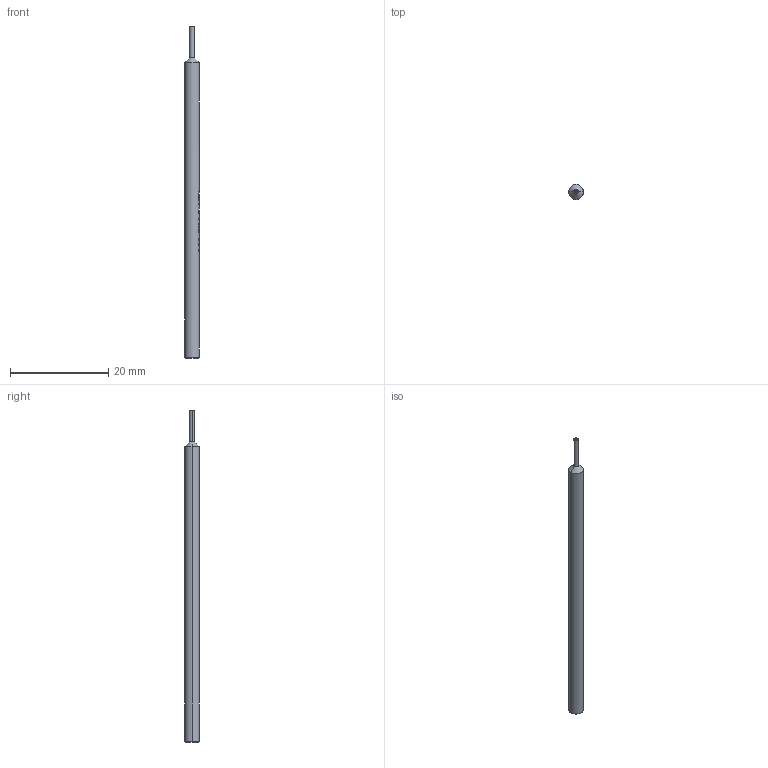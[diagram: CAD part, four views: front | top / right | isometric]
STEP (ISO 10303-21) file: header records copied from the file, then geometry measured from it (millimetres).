
FILE_DESCRIPTION (( 'STEP AP214' ), '1' );
FILE_NAME ('MOD-FDWZ-039.STEP', '2021-04-13T12:03:49', ( '' ), ( '' ), 'SwSTEP 2.0', 'SolidWorks 2020', '' );
FILE_SCHEMA (( 'AUTOMOTIVE_DESIGN' ));
Length unit declared in the file: millimetre
Products named in the file (1): MOD-FDWZ-039
Bounding box: 3 x 3 x 67.5 mm (x, y, z)
Volume: 431 mm3; surface area: 612.5 mm2
Topology: 1 solids, 1 shells, 172 faces, 496 edges, 327 vertices
Faces by surface type: bspline 67, plane 61, cylinder 38, cone 6
Entity records: 10211 total; most frequent: CARTESIAN_POINT 6296, ORIENTED_EDGE 988, DIRECTION 534, EDGE_CURVE 494, VERTEX_POINT 327, B_SPLINE_CURVE_WITH_KNOTS 254, AXIS2_PLACEMENT_3D 188, EDGE_LOOP 175
